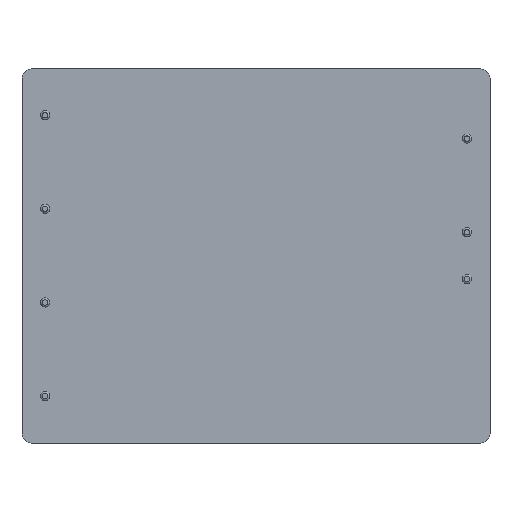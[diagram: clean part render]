
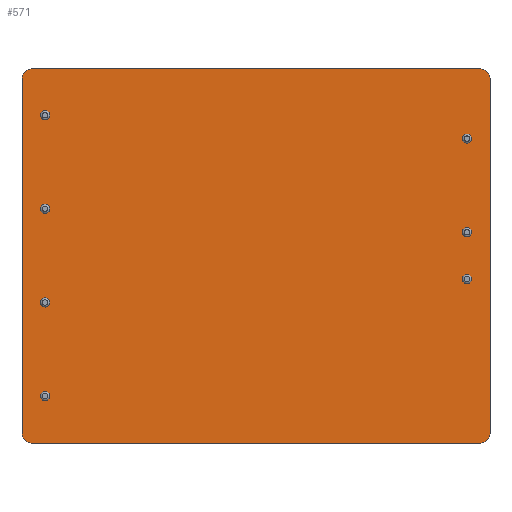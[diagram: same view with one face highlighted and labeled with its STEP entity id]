
A CAD part, front view. The second image highlights one B-rep face of the part: STEP entity #571.
In plain terms, the highlighted planar face has unit normal (0, -1, 0).
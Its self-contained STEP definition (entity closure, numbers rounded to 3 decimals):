
#15=FACE_BOUND('',#186,.T.);
#16=FACE_BOUND('',#187,.T.);
#17=FACE_BOUND('',#188,.T.);
#18=FACE_BOUND('',#189,.T.);
#19=FACE_BOUND('',#190,.T.);
#20=FACE_BOUND('',#191,.T.);
#21=FACE_BOUND('',#192,.T.);
#38=PLANE('',#675);
#57=LINE('',#1026,#84);
#60=LINE('',#1034,#87);
#62=LINE('',#1040,#89);
#65=LINE('',#1047,#92);
#84=VECTOR('',#854,10.);
#87=VECTOR('',#863,10.);
#89=VECTOR('',#869,10.);
#92=VECTOR('',#878,10.);
#146=FACE_OUTER_BOUND('',#185,.T.);
#185=EDGE_LOOP('',(#511,#512,#513,#514,#515,#516,#517,#518));
#186=EDGE_LOOP('',(#519));
#187=EDGE_LOOP('',(#520));
#188=EDGE_LOOP('',(#521));
#189=EDGE_LOOP('',(#522));
#190=EDGE_LOOP('',(#523));
#191=EDGE_LOOP('',(#524));
#192=EDGE_LOOP('',(#525));
#197=CIRCLE('',#592,0.5);
#202=CIRCLE('',#600,0.5);
#207=CIRCLE('',#608,0.5);
#212=CIRCLE('',#616,0.5);
#217=CIRCLE('',#624,0.5);
#222=CIRCLE('',#632,0.5);
#227=CIRCLE('',#640,0.5);
#240=CIRCLE('',#663,1.);
#241=CIRCLE('',#666,1.);
#242=CIRCLE('',#671,1.);
#243=CIRCLE('',#674,1.);
#247=VERTEX_POINT('',#895);
#251=VERTEX_POINT('',#908);
#255=VERTEX_POINT('',#921);
#259=VERTEX_POINT('',#934);
#263=VERTEX_POINT('',#947);
#267=VERTEX_POINT('',#960);
#271=VERTEX_POINT('',#973);
#284=VERTEX_POINT('',#1018);
#285=VERTEX_POINT('',#1020);
#286=VERTEX_POINT('',#1024);
#287=VERTEX_POINT('',#1028);
#288=VERTEX_POINT('',#1032);
#289=VERTEX_POINT('',#1037);
#290=VERTEX_POINT('',#1039);
#291=VERTEX_POINT('',#1043);
#297=EDGE_CURVE('',#247,#247,#197,.T.);
#303=EDGE_CURVE('',#251,#251,#202,.T.);
#309=EDGE_CURVE('',#255,#255,#207,.T.);
#315=EDGE_CURVE('',#259,#259,#212,.T.);
#321=EDGE_CURVE('',#263,#263,#217,.T.);
#327=EDGE_CURVE('',#267,#267,#222,.T.);
#333=EDGE_CURVE('',#271,#271,#227,.T.);
#355=EDGE_CURVE('',#284,#285,#240,.T.);
#358=EDGE_CURVE('',#286,#284,#57,.T.);
#360=EDGE_CURVE('',#287,#286,#241,.T.);
#362=EDGE_CURVE('',#288,#287,#60,.T.);
#364=EDGE_CURVE('',#289,#290,#62,.T.);
#367=EDGE_CURVE('',#291,#289,#242,.T.);
#368=EDGE_CURVE('',#285,#291,#65,.T.);
#369=EDGE_CURVE('',#290,#288,#243,.T.);
#511=ORIENTED_EDGE('',*,*,#369,.F.);
#512=ORIENTED_EDGE('',*,*,#364,.F.);
#513=ORIENTED_EDGE('',*,*,#367,.F.);
#514=ORIENTED_EDGE('',*,*,#368,.F.);
#515=ORIENTED_EDGE('',*,*,#355,.F.);
#516=ORIENTED_EDGE('',*,*,#358,.F.);
#517=ORIENTED_EDGE('',*,*,#360,.F.);
#518=ORIENTED_EDGE('',*,*,#362,.F.);
#519=ORIENTED_EDGE('',*,*,#321,.T.);
#520=ORIENTED_EDGE('',*,*,#297,.T.);
#521=ORIENTED_EDGE('',*,*,#303,.T.);
#522=ORIENTED_EDGE('',*,*,#315,.T.);
#523=ORIENTED_EDGE('',*,*,#333,.T.);
#524=ORIENTED_EDGE('',*,*,#309,.T.);
#525=ORIENTED_EDGE('',*,*,#327,.T.);
#571=ADVANCED_FACE('',(#146,#15,#16,#17,#18,#19,#20,#21),#38,.F.);
#592=AXIS2_PLACEMENT_3D('',#897,#691,#692);
#600=AXIS2_PLACEMENT_3D('',#910,#708,#709);
#608=AXIS2_PLACEMENT_3D('',#923,#725,#726);
#616=AXIS2_PLACEMENT_3D('',#936,#742,#743);
#624=AXIS2_PLACEMENT_3D('',#949,#759,#760);
#632=AXIS2_PLACEMENT_3D('',#962,#776,#777);
#640=AXIS2_PLACEMENT_3D('',#975,#793,#794);
#663=AXIS2_PLACEMENT_3D('',#1021,#848,#849);
#666=AXIS2_PLACEMENT_3D('',#1030,#858,#859);
#671=AXIS2_PLACEMENT_3D('',#1045,#874,#875);
#674=AXIS2_PLACEMENT_3D('',#1049,#881,#882);
#675=AXIS2_PLACEMENT_3D('',#1050,#883,#884);
#691=DIRECTION('center_axis',(0.,1.,0.));
#692=DIRECTION('ref_axis',(1.,0.,0.));
#708=DIRECTION('center_axis',(0.,1.,0.));
#709=DIRECTION('ref_axis',(1.,0.,0.));
#725=DIRECTION('center_axis',(0.,1.,0.));
#726=DIRECTION('ref_axis',(1.,0.,0.));
#742=DIRECTION('center_axis',(0.,1.,0.));
#743=DIRECTION('ref_axis',(1.,0.,0.));
#759=DIRECTION('center_axis',(0.,1.,0.));
#760=DIRECTION('ref_axis',(1.,0.,0.));
#776=DIRECTION('center_axis',(0.,1.,0.));
#777=DIRECTION('ref_axis',(1.,0.,0.));
#793=DIRECTION('center_axis',(0.,1.,0.));
#794=DIRECTION('ref_axis',(1.,0.,0.));
#848=DIRECTION('center_axis',(0.,1.,0.));
#849=DIRECTION('ref_axis',(1.,0.,0.));
#854=DIRECTION('',(0.,0.,-1.));
#858=DIRECTION('center_axis',(0.,1.,0.));
#859=DIRECTION('ref_axis',(0.,0.,1.));
#863=DIRECTION('',(1.,0.,0.));
#869=DIRECTION('',(0.,0.,1.));
#874=DIRECTION('center_axis',(0.,1.,0.));
#875=DIRECTION('ref_axis',(0.,0.,-1.));
#878=DIRECTION('',(-1.,0.,0.));
#881=DIRECTION('center_axis',(0.,1.,0.));
#882=DIRECTION('ref_axis',(-1.,0.,0.));
#883=DIRECTION('center_axis',(0.,1.,0.));
#884=DIRECTION('ref_axis',(1.,0.,0.));
#895=CARTESIAN_POINT('',(47.8,0.,-22.8));
#897=CARTESIAN_POINT('Origin',(48.3,0.,-22.8));
#908=CARTESIAN_POINT('',(47.8,0.,-17.72));
#910=CARTESIAN_POINT('Origin',(48.3,0.,-17.72));
#921=CARTESIAN_POINT('',(47.8,0.,-7.56));
#923=CARTESIAN_POINT('Origin',(48.3,0.,-7.56));
#934=CARTESIAN_POINT('',(2.,0.,-35.5));
#936=CARTESIAN_POINT('Origin',(2.5,0.,-35.5));
#947=CARTESIAN_POINT('',(2.,0.,-25.34));
#949=CARTESIAN_POINT('Origin',(2.5,0.,-25.34));
#960=CARTESIAN_POINT('',(2.,0.,-15.18));
#962=CARTESIAN_POINT('Origin',(2.5,0.,-15.18));
#973=CARTESIAN_POINT('',(2.,0.,-5.02));
#975=CARTESIAN_POINT('Origin',(2.5,0.,-5.02));
#1018=CARTESIAN_POINT('',(50.8,0.,-39.6));
#1020=CARTESIAN_POINT('',(49.8,0.,-40.6));
#1021=CARTESIAN_POINT('Origin',(49.8,0.,-39.6));
#1024=CARTESIAN_POINT('',(50.8,0.,-1.));
#1026=CARTESIAN_POINT('',(50.8,0.,-1.));
#1028=CARTESIAN_POINT('',(49.8,0.,0.));
#1030=CARTESIAN_POINT('Origin',(49.8,0.,-1.));
#1032=CARTESIAN_POINT('',(1.,0.,0.));
#1034=CARTESIAN_POINT('',(1.,0.,0.));
#1037=CARTESIAN_POINT('',(0.,0.,-39.6));
#1039=CARTESIAN_POINT('',(0.,0.,-1.));
#1040=CARTESIAN_POINT('',(0.,0.,-39.6));
#1043=CARTESIAN_POINT('',(1.,0.,-40.6));
#1045=CARTESIAN_POINT('Origin',(1.,0.,-39.6));
#1047=CARTESIAN_POINT('',(49.8,0.,-40.6));
#1049=CARTESIAN_POINT('Origin',(1.,0.,-1.));
#1050=CARTESIAN_POINT('Origin',(25.4,0.,-20.3));
